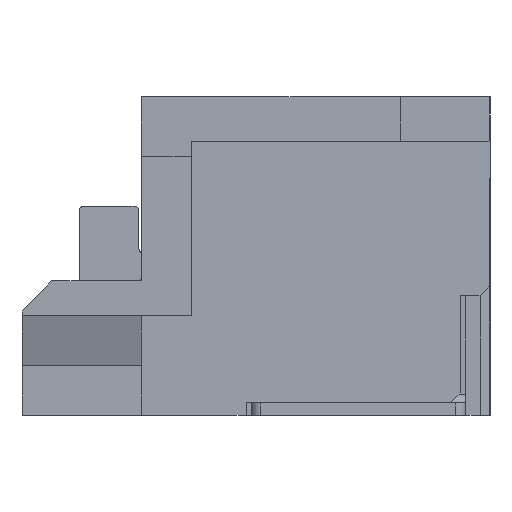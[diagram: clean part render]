
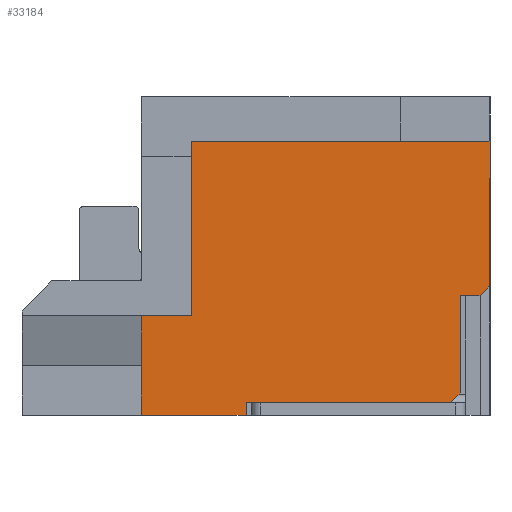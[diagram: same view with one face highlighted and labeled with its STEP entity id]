
A CAD part, left-side view. The second image highlights one B-rep face of the part: STEP entity #33184.
In plain terms, the highlighted planar face has unit normal (-1, 0, 0).
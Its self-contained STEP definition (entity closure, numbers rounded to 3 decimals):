
#303 = DIRECTION ( 'NONE',  ( 0., 1., 0. ) ) ;
#315 = DIRECTION ( 'NONE',  ( 0., -0.707, 0.707 ) ) ;
#1660 = CARTESIAN_POINT ( 'NONE',  ( -21., 2.3, 1. ) ) ;
#1903 = DIRECTION ( 'NONE',  ( 0., 0., -1. ) ) ;
#2046 = CARTESIAN_POINT ( 'NONE',  ( -21., -4.1, 2.4 ) ) ;
#2383 = DIRECTION ( 'NONE',  ( 0., 0., 1. ) ) ;
#2421 = VECTOR ( 'NONE', #10712, 1000. ) ;
#2767 = EDGE_LOOP ( 'NONE', ( #5629, #4498, #27413, #25664, #22202, #11204, #8628, #36603, #29492, #11714, #11128, #38313, #20211 ) ) ;
#3596 = LINE ( 'NONE', #17579, #2421 ) ;
#4007 = CARTESIAN_POINT ( 'NONE',  ( -21., -3.9, 0.25 ) ) ;
#4189 = CARTESIAN_POINT ( 'NONE',  ( -21., 2.3, 1. ) ) ;
#4498 = ORIENTED_EDGE ( 'NONE', *, *, #37560, .T. ) ;
#5629 = ORIENTED_EDGE ( 'NONE', *, *, #23160, .T. ) ;
#6484 = EDGE_CURVE ( 'NONE', #10760, #39344, #15677, .T. ) ;
#6961 = LINE ( 'NONE', #42313, #21447 ) ;
#7796 = EDGE_CURVE ( 'NONE', #13850, #39344, #11327, .T. ) ;
#7891 = DIRECTION ( 'NONE',  ( 0., 0., -1. ) ) ;
#8252 = EDGE_CURVE ( 'NONE', #40245, #21086, #29084, .T. ) ;
#8254 = EDGE_CURVE ( 'NONE', #17474, #19303, #3596, .T. ) ;
#8388 = CARTESIAN_POINT ( 'NONE',  ( -21., -4.7, 5.5 ) ) ;
#8628 = ORIENTED_EDGE ( 'NONE', *, *, #33832, .T. ) ;
#8810 = CARTESIAN_POINT ( 'NONE',  ( -21., 4.7, 6.4 ) ) ;
#8823 = CARTESIAN_POINT ( 'NONE',  ( -21., 1.3, 5.2 ) ) ;
#9197 = LINE ( 'NONE', #44766, #15790 ) ;
#10043 = VERTEX_POINT ( 'NONE', #14369 ) ;
#10712 = DIRECTION ( 'NONE',  ( 0., 0., 1. ) ) ;
#10760 = VERTEX_POINT ( 'NONE', #30767 ) ;
#10762 = VECTOR ( 'NONE', #31484, 1000. ) ;
#10790 = EDGE_CURVE ( 'NONE', #19303, #10043, #9197, .T. ) ;
#11128 = ORIENTED_EDGE ( 'NONE', *, *, #44917, .F. ) ;
#11204 = ORIENTED_EDGE ( 'NONE', *, *, #10790, .T. ) ;
#11327 = LINE ( 'NONE', #13852, #25104 ) ;
#11562 = VECTOR ( 'NONE', #1903, 1000. ) ;
#11565 = LINE ( 'NONE', #4007, #42049 ) ;
#11714 = ORIENTED_EDGE ( 'NONE', *, *, #29760, .T. ) ;
#13222 = LINE ( 'NONE', #33667, #40046 ) ;
#13850 = VERTEX_POINT ( 'NONE', #8388 ) ;
#13852 = CARTESIAN_POINT ( 'NONE',  ( -21., 4.7, 5.5 ) ) ;
#14194 = CARTESIAN_POINT ( 'NONE',  ( -21., 0.2, 0.25 ) ) ;
#14263 = LINE ( 'NONE', #28559, #30785 ) ;
#14369 = CARTESIAN_POINT ( 'NONE',  ( -21., -3.9, 0.25 ) ) ;
#14797 = CARTESIAN_POINT ( 'NONE',  ( -21., -4.5, 2.4 ) ) ;
#15677 = LINE ( 'NONE', #8823, #24941 ) ;
#15790 = VECTOR ( 'NONE', #23207, 1000. ) ;
#16550 = CARTESIAN_POINT ( 'NONE',  ( -21., 2.3, 0. ) ) ;
#16702 = VECTOR ( 'NONE', #20384, 1000. ) ;
#17170 = LINE ( 'NONE', #44521, #16702 ) ;
#17474 = VERTEX_POINT ( 'NONE', #23289 ) ;
#17579 = CARTESIAN_POINT ( 'NONE',  ( -21., 0.2, 0.25 ) ) ;
#18181 = CARTESIAN_POINT ( 'NONE',  ( -21., -4.1, 0.45 ) ) ;
#19303 = VERTEX_POINT ( 'NONE', #14194 ) ;
#20211 = ORIENTED_EDGE ( 'NONE', *, *, #6484, .F. ) ;
#20384 = DIRECTION ( 'NONE',  ( 0., -0.707, 0.707 ) ) ;
#21086 = VERTEX_POINT ( 'NONE', #2046 ) ;
#21447 = VECTOR ( 'NONE', #27887, 1000. ) ;
#22202 = ORIENTED_EDGE ( 'NONE', *, *, #8254, .T. ) ;
#23160 = EDGE_CURVE ( 'NONE', #10760, #28465, #6961, .T. ) ;
#23207 = DIRECTION ( 'NONE',  ( 0., -1., 0. ) ) ;
#23289 = CARTESIAN_POINT ( 'NONE',  ( -21., 0.2, 0. ) ) ;
#23547 = CARTESIAN_POINT ( 'NONE',  ( -21., 1.3, 5.5 ) ) ;
#24941 = VECTOR ( 'NONE', #2383, 1000. ) ;
#25104 = VECTOR ( 'NONE', #303, 1000. ) ;
#25638 = CARTESIAN_POINT ( 'NONE',  ( -21., -4.1, 2.4 ) ) ;
#25664 = ORIENTED_EDGE ( 'NONE', *, *, #44584, .T. ) ;
#26914 = EDGE_CURVE ( 'NONE', #34076, #43823, #33114, .T. ) ;
#27352 = VECTOR ( 'NONE', #38953, 1000. ) ;
#27413 = ORIENTED_EDGE ( 'NONE', *, *, #26914, .T. ) ;
#27887 = DIRECTION ( 'NONE',  ( 0., 1., 0. ) ) ;
#28465 = VERTEX_POINT ( 'NONE', #40223 ) ;
#28559 = CARTESIAN_POINT ( 'NONE',  ( -21., 2.3, 6.4 ) ) ;
#28967 = LINE ( 'NONE', #31712, #10762 ) ;
#29084 = LINE ( 'NONE', #25638, #27352 ) ;
#29492 = ORIENTED_EDGE ( 'NONE', *, *, #41008, .T. ) ;
#29494 = FACE_OUTER_BOUND ( 'NONE', #2767, .T. ) ;
#29736 = DIRECTION ( 'NONE',  ( 0., 0., -1. ) ) ;
#29760 = EDGE_CURVE ( 'NONE', #29859, #34361, #17170, .T. ) ;
#29859 = VERTEX_POINT ( 'NONE', #14797 ) ;
#30767 = CARTESIAN_POINT ( 'NONE',  ( -21., 1.3, 2. ) ) ;
#30785 = VECTOR ( 'NONE', #7891, 1000. ) ;
#31484 = DIRECTION ( 'NONE',  ( 0., 0., -1. ) ) ;
#31712 = CARTESIAN_POINT ( 'NONE',  ( -21., -4.7, 6.4 ) ) ;
#33114 = LINE ( 'NONE', #1660, #11562 ) ;
#33184 = ADVANCED_FACE ( 'NONE', ( #29494 ), #33594, .F. ) ;
#33594 = PLANE ( 'NONE',  #39021 ) ;
#33629 = CARTESIAN_POINT ( 'NONE',  ( -21., -4.1, 2.4 ) ) ;
#33667 = CARTESIAN_POINT ( 'NONE',  ( -21., 4.7, 0. ) ) ;
#33715 = CARTESIAN_POINT ( 'NONE',  ( -21., -4.7, 2.6 ) ) ;
#33832 = EDGE_CURVE ( 'NONE', #10043, #40245, #11565, .T. ) ;
#34076 = VERTEX_POINT ( 'NONE', #4189 ) ;
#34361 = VERTEX_POINT ( 'NONE', #33715 ) ;
#36603 = ORIENTED_EDGE ( 'NONE', *, *, #8252, .T. ) ;
#37560 = EDGE_CURVE ( 'NONE', #28465, #34076, #14263, .T. ) ;
#38313 = ORIENTED_EDGE ( 'NONE', *, *, #7796, .T. ) ;
#38953 = DIRECTION ( 'NONE',  ( 0., 0., 1. ) ) ;
#39021 = AXIS2_PLACEMENT_3D ( 'NONE', #8810, #43224, #29736 ) ;
#39344 = VERTEX_POINT ( 'NONE', #23547 ) ;
#39609 = DIRECTION ( 'NONE',  ( 0., -1., 0. ) ) ;
#39840 = LINE ( 'NONE', #33629, #40483 ) ;
#40046 = VECTOR ( 'NONE', #44475, 1000. ) ;
#40223 = CARTESIAN_POINT ( 'NONE',  ( -21., 2.3, 2. ) ) ;
#40245 = VERTEX_POINT ( 'NONE', #18181 ) ;
#40483 = VECTOR ( 'NONE', #39609, 1000. ) ;
#41008 = EDGE_CURVE ( 'NONE', #21086, #29859, #39840, .T. ) ;
#42049 = VECTOR ( 'NONE', #315, 1000. ) ;
#42313 = CARTESIAN_POINT ( 'NONE',  ( -21., 1.3, 2. ) ) ;
#43224 = DIRECTION ( 'NONE',  ( 1., 0., 0. ) ) ;
#43823 = VERTEX_POINT ( 'NONE', #16550 ) ;
#44475 = DIRECTION ( 'NONE',  ( 0., -1., 0. ) ) ;
#44521 = CARTESIAN_POINT ( 'NONE',  ( -21., -4.7, 2.6 ) ) ;
#44584 = EDGE_CURVE ( 'NONE', #43823, #17474, #13222, .T. ) ;
#44766 = CARTESIAN_POINT ( 'NONE',  ( -21., 0.2, 0.25 ) ) ;
#44917 = EDGE_CURVE ( 'NONE', #13850, #34361, #28967, .T. ) ;
